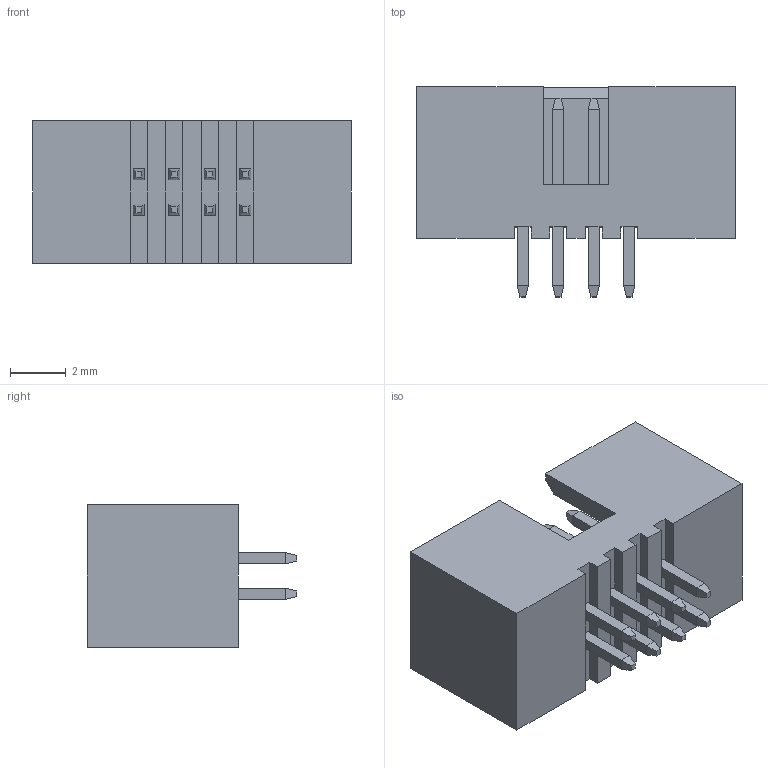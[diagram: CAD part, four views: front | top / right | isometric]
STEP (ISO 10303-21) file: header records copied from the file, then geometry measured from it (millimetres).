
FILE_DESCRIPTION(/* description */ (''),/* implementation_level */ '2;1');
FILE_NAME(/* name */ 'IDC_1.27mm_2x4.step',/* time_stamp */ '2024-02-25T01:03:41+03:00',/* author */ (''),/* organization */ (''),/* preprocessor_version */ 'ST-DEVELOPER v20',/* originating_system */ 'Autodesk Translation Framework v12.20.1.177',/* authorisation */ '');
FILE_SCHEMA (('AUTOMOTIVE_DESIGN { 1 0 10303 214 3 1 1 }'));
Length unit declared in the file: millimetre
Products named in the file (1): idc connector
Bounding box: 11.38 x 7.5 x 5.1 mm (x, y, z)
Volume: 178.2 mm3; surface area: 492.8 mm2
Topology: 9 solids, 9 shells, 179 faces, 415 edges, 254 vertices
Faces by surface type: plane 179
Entity records: 4956 total; most frequent: CARTESIAN_POINT 849, ORIENTED_EDGE 830, DIRECTION 775, LINE 415, VECTOR 415, EDGE_CURVE 415, VERTEX_POINT 254, EDGE_LOOP 195
